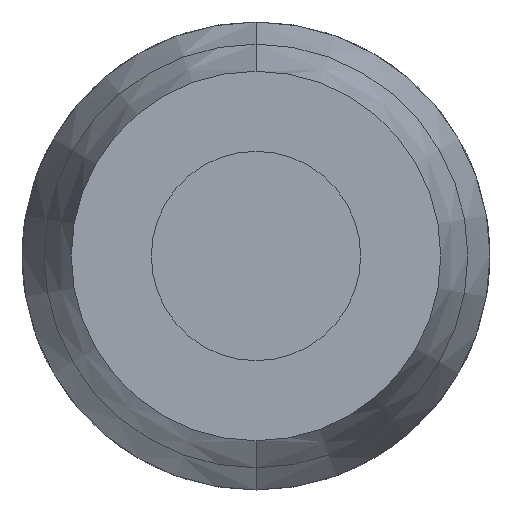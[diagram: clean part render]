
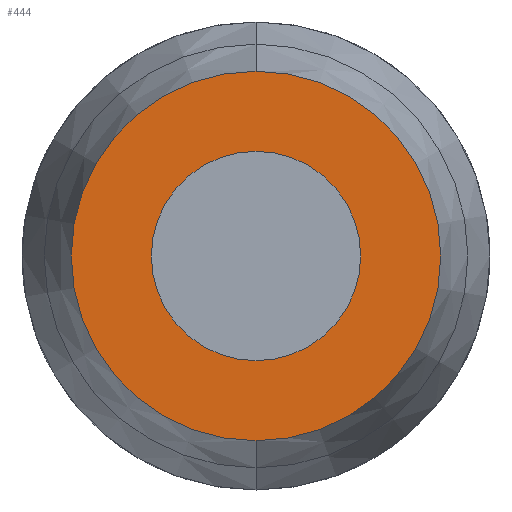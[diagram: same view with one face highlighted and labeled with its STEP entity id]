
A CAD part, front view. The second image highlights one B-rep face of the part: STEP entity #444.
In plain terms, the highlighted planar face has unit normal (0, -1, 0).
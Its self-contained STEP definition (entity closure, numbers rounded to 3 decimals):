
#90 = PLANE ( 'NONE',  #7278 ) ;
#165 = AXIS2_PLACEMENT_3D ( 'NONE', #6577, #2928, #506 ) ;
#444 = ADVANCED_FACE ( 'NONE', ( #3853, #5841 ), #90, .T. ) ;
#506 = DIRECTION ( 'NONE',  ( 0., 0., -1. ) ) ;
#1231 = ORIENTED_EDGE ( 'NONE', *, *, #1980, .F. ) ;
#1326 = VERTEX_POINT ( 'NONE', #5495 ) ;
#1594 = DIRECTION ( 'NONE',  ( 0., -1., 0. ) ) ;
#1673 = VERTEX_POINT ( 'NONE', #6790 ) ;
#1796 = EDGE_LOOP ( 'NONE', ( #5160, #1231 ) ) ;
#1897 = AXIS2_PLACEMENT_3D ( 'NONE', #5765, #2137, #6392 ) ;
#1926 = DIRECTION ( 'NONE',  ( 0., -1., 0. ) ) ;
#1980 = EDGE_CURVE ( 'NONE', #1326, #5276, #6326, .T. ) ;
#2137 = DIRECTION ( 'NONE',  ( 0., 1., 0. ) ) ;
#2257 = DIRECTION ( 'NONE',  ( 0., 1., 0. ) ) ;
#2928 = DIRECTION ( 'NONE',  ( 0., -1., 0. ) ) ;
#3374 = EDGE_CURVE ( 'NONE', #3663, #1673, #3571, .T. ) ;
#3571 = CIRCLE ( 'NONE', #7235, 7.5 ) ;
#3663 = VERTEX_POINT ( 'NONE', #5326 ) ;
#3853 = FACE_OUTER_BOUND ( 'NONE', #7106, .T. ) ;
#4523 = ORIENTED_EDGE ( 'NONE', *, *, #3374, .F. ) ;
#4694 = AXIS2_PLACEMENT_3D ( 'NONE', #5220, #1594, #5830 ) ;
#4751 = CIRCLE ( 'NONE', #1897, 7.5 ) ;
#5146 = CIRCLE ( 'NONE', #4694, 4.25 ) ;
#5160 = ORIENTED_EDGE ( 'NONE', *, *, #5638, .F. ) ;
#5220 = CARTESIAN_POINT ( 'NONE',  ( 0., -43., 0. ) ) ;
#5276 = VERTEX_POINT ( 'NONE', #6055 ) ;
#5326 = CARTESIAN_POINT ( 'NONE',  ( 0., -43., -7.5 ) ) ;
#5495 = CARTESIAN_POINT ( 'NONE',  ( 0., -43., -4.25 ) ) ;
#5558 = CARTESIAN_POINT ( 'NONE',  ( 0., -43., 0. ) ) ;
#5638 = EDGE_CURVE ( 'NONE', #5276, #1326, #5146, .T. ) ;
#5676 = ORIENTED_EDGE ( 'NONE', *, *, #6947, .F. ) ;
#5765 = CARTESIAN_POINT ( 'NONE',  ( 0., -43., 0. ) ) ;
#5830 = DIRECTION ( 'NONE',  ( 0., 0., -1. ) ) ;
#5841 = FACE_BOUND ( 'NONE', #1796, .T. ) ;
#5883 = CARTESIAN_POINT ( 'NONE',  ( 0., -43., 0. ) ) ;
#6055 = CARTESIAN_POINT ( 'NONE',  ( 0., -43., 4.25 ) ) ;
#6178 = DIRECTION ( 'NONE',  ( 0., 0., -1. ) ) ;
#6326 = CIRCLE ( 'NONE', #165, 4.25 ) ;
#6392 = DIRECTION ( 'NONE',  ( 0., 0., 1. ) ) ;
#6509 = DIRECTION ( 'NONE',  ( 0., 0., 1. ) ) ;
#6577 = CARTESIAN_POINT ( 'NONE',  ( 0., -43., 0. ) ) ;
#6790 = CARTESIAN_POINT ( 'NONE',  ( 0., -43., 7.5 ) ) ;
#6947 = EDGE_CURVE ( 'NONE', #1673, #3663, #4751, .T. ) ;
#7106 = EDGE_LOOP ( 'NONE', ( #5676, #4523 ) ) ;
#7235 = AXIS2_PLACEMENT_3D ( 'NONE', #5883, #2257, #6509 ) ;
#7278 = AXIS2_PLACEMENT_3D ( 'NONE', #5558, #1926, #6178 ) ;
